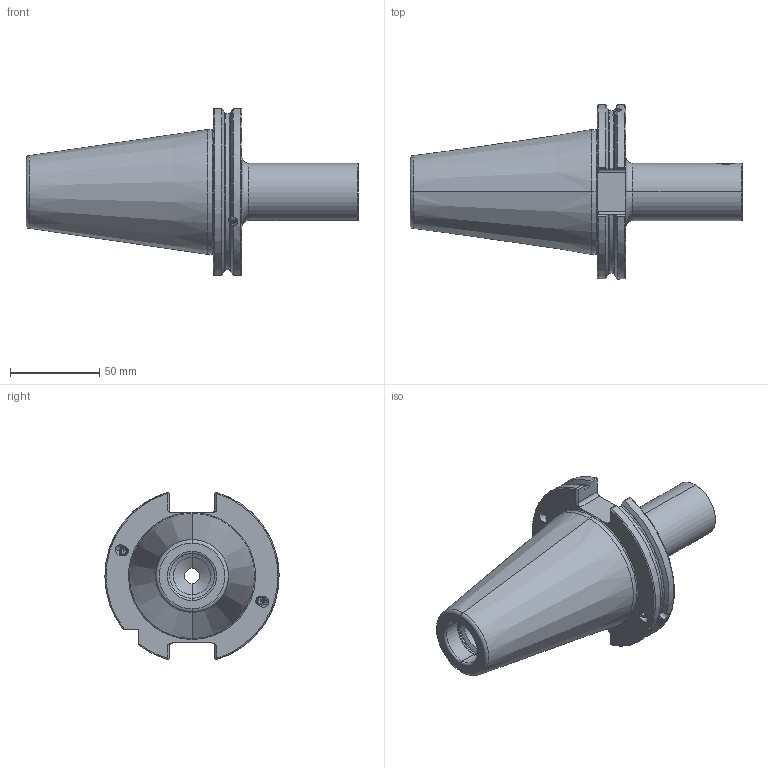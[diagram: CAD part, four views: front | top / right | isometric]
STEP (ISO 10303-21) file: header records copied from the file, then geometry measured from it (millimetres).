
FILE_DESCRIPTION (( 'STEP AP203' ), '1' );
FILE_NAME ('102.525.322.STEP', '2018-03-09T14:46:43', ( 'SWIAdmin' ), ( 'Hewlett-Packard Company' ), 'SwSTEP 2.0', 'SolidWorks 2017', '' );
FILE_SCHEMA (( 'CONFIG_CONTROL_DESIGN' ));
Length unit declared in the file: millimetre
Products named in the file (5): SB5-MB3.K01.084_C_mit Bundk”lung; MB3-ER1.001.011_A; ISO 4026 - M5 x 5_PreviewCfg; KVT_MB_600_050; 102.525.322
Assembly tree (6 placements, depth 2):
  102.525.322
    SB5-MB3.K01.084_C_mit Bundk”lung
    MB3-ER1.001.011_A
    ISO 4026 - M5 x 5_PreviewCfg  x2
    KVT_MB_600_050  x2
Bounding box: 185.7 x 97.44 x 93.51 mm (x, y, z)
Volume: 380212.8 mm3; surface area: 52215.7 mm2
Topology: 8 solids, 8 shells, 299 faces, 718 edges, 431 vertices
Faces by surface type: cone 104, cylinder 82, plane 79, torus 30, sphere 4
Entity records: 8540 total; most frequent: CARTESIAN_POINT 2116, DIRECTION 1260, ORIENTED_EDGE 1220, EDGE_CURVE 610, AXIS2_PLACEMENT_3D 501, VERTEX_POINT 372, EDGE_LOOP 268, VECTOR 258
